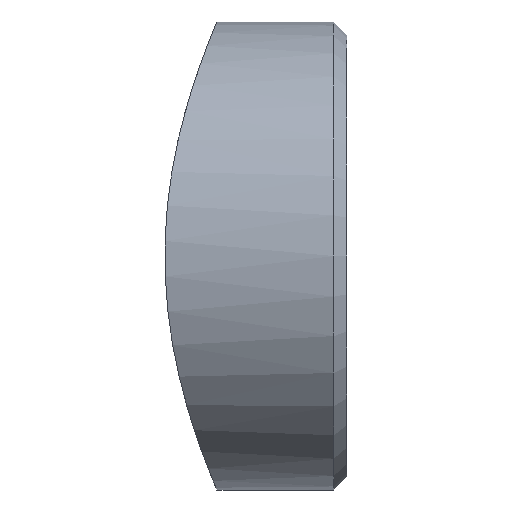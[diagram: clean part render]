
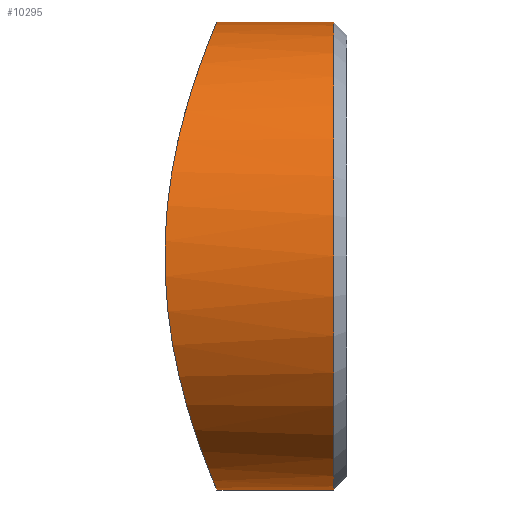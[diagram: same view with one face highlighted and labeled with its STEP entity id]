
A CAD part, left-side view. The second image highlights one B-rep face of the part: STEP entity #10295.
In plain terms, the highlighted cylindrical face has radius 9 mm (diameter 18 mm), a partial arc.
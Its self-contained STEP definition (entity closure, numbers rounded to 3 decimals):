
#106 = CARTESIAN_POINT ( 'NONE',  ( -0.301, 5., -9. ) ) ;
#147 = CARTESIAN_POINT ( 'NONE',  ( -9., 7.005, 0.3 ) ) ;
#611 = DIRECTION ( 'NONE',  ( 0., -1., 0. ) ) ;
#1009 = CARTESIAN_POINT ( 'NONE',  ( -4.779, 5.544, 7.632 ) ) ;
#1101 = ORIENTED_EDGE ( 'NONE', *, *, #10322, .F. ) ;
#1103 = CARTESIAN_POINT ( 'NONE',  ( -8.881, 6.95, 1.49 ) ) ;
#1177 = CARTESIAN_POINT ( 'NONE',  ( -4.536, 5.485, -7.795 ) ) ;
#1224 = CARTESIAN_POINT ( 'NONE',  ( -7.15, 6.239, 5.496 ) ) ;
#1264 = CARTESIAN_POINT ( 'NONE',  ( -9., 7.005, -0.591 ) ) ;
#1375 = AXIS2_PLACEMENT_3D ( 'NONE', #3811, #6856, #13003 ) ;
#1640 = DIRECTION ( 'NONE',  ( 0., -1., 0. ) ) ;
#1684 = VECTOR ( 'NONE', #11888, 1000. ) ;
#1887 = LINE ( 'NONE', #7730, #4292 ) ;
#1910 = CARTESIAN_POINT ( 'NONE',  ( 0., 0.5, 9. ) ) ;
#2008 = CIRCLE ( 'NONE', #1375, 9. ) ;
#2115 = CARTESIAN_POINT ( 'NONE',  ( -5.946, 5.849, 6.763 ) ) ;
#2157 = CARTESIAN_POINT ( 'NONE',  ( -7.636, 6.422, 4.772 ) ) ;
#2200 = CARTESIAN_POINT ( 'NONE',  ( -8.926, 6.97, 1.193 ) ) ;
#2242 = CARTESIAN_POINT ( 'NONE',  ( -8.706, 6.87, -2.358 ) ) ;
#2263 = B_SPLINE_CURVE_WITH_KNOTS ( 'NONE', 3,
 ( #8083, #3021, #10161, #12266, #11085, #4048, #7095, #5074, #12171, #6085, #1009, #9322, #8331, #2115, #8291, #11463, #1224, #2157, #8374, #5353, #12467, #7349, #6253, #1103, #2200, #3223, #147, #1264, #4270, #2242, #4227, #9367, #3264, #2281, #5189, #10379, #9246, #11337, #11377, #1177, #10419, #10293, #5275, #5234, #6214, #7183, #106, #12388 ),
 .UNSPECIFIED., .F., .F.,
 ( 4, 2, 2, 2, 2, 2, 2, 2, 2, 2, 2, 2, 2, 2, 2, 2, 2, 2, 2, 2, 2, 2, 2, 4 ),
 ( 0.028, 0.029, 0.03, 0.032, 0.033, 0.034, 0.035, 0.036, 0.037, 0.038, 0.039, 0.041, 0.042, 0.043, 0.044, 0.046, 0.048, 0.05, 0.051, 0.052, 0.053, 0.055, 0.056, 0.057 ),
 .UNSPECIFIED. ) ;
#2281 = CARTESIAN_POINT ( 'NONE',  ( -7.149, 6.239, -5.498 ) ) ;
#2322 = LINE ( 'NONE', #2588, #1684 ) ;
#2588 = CARTESIAN_POINT ( 'NONE',  ( 0., 12., -9. ) ) ;
#3021 = CARTESIAN_POINT ( 'NONE',  ( -0.296, 5., 9. ) ) ;
#3223 = CARTESIAN_POINT ( 'NONE',  ( -8.985, 6.998, 0.597 ) ) ;
#3264 = CARTESIAN_POINT ( 'NONE',  ( -7.799, 6.483, -4.53 ) ) ;
#3282 = EDGE_LOOP ( 'NONE', ( #1101, #5343, #3991, #5484 ) ) ;
#3811 = CARTESIAN_POINT ( 'NONE',  ( 0., 0.5, 0. ) ) ;
#3991 = ORIENTED_EDGE ( 'NONE', *, *, #4637, .T. ) ;
#4048 = CARTESIAN_POINT ( 'NONE',  ( -2.361, 5.124, 8.705 ) ) ;
#4227 = CARTESIAN_POINT ( 'NONE',  ( -8.533, 6.791, -2.922 ) ) ;
#4270 = CARTESIAN_POINT ( 'NONE',  ( -8.942, 6.978, -1.181 ) ) ;
#4286 = CARTESIAN_POINT ( 'NONE',  ( 0., 5., -9. ) ) ;
#4292 = VECTOR ( 'NONE', #1640, 1000. ) ;
#4637 = EDGE_CURVE ( 'NONE', #12973, #6302, #2322, .T. ) ;
#5074 = CARTESIAN_POINT ( 'NONE',  ( -3.742, 5.331, 8.19 ) ) ;
#5189 = CARTESIAN_POINT ( 'NONE',  ( -6.781, 6.109, -5.947 ) ) ;
#5234 = CARTESIAN_POINT ( 'NONE',  ( -1.491, 5.051, -8.88 ) ) ;
#5275 = CARTESIAN_POINT ( 'NONE',  ( -2.36, 5.124, -8.705 ) ) ;
#5343 = ORIENTED_EDGE ( 'NONE', *, *, #12128, .T. ) ;
#5353 = CARTESIAN_POINT ( 'NONE',  ( -8.066, 6.594, 4.003 ) ) ;
#5484 = ORIENTED_EDGE ( 'NONE', *, *, #12429, .T. ) ;
#5833 = CARTESIAN_POINT ( 'NONE',  ( 0., 5., 9. ) ) ;
#6085 = CARTESIAN_POINT ( 'NONE',  ( -4.529, 5.488, 7.783 ) ) ;
#6214 = CARTESIAN_POINT ( 'NONE',  ( -1.198, 5.032, -8.925 ) ) ;
#6253 = CARTESIAN_POINT ( 'NONE',  ( -8.705, 6.869, 2.362 ) ) ;
#6302 = VERTEX_POINT ( 'NONE', #11376 ) ;
#6616 = CARTESIAN_POINT ( 'NONE',  ( 0., 12., 0. ) ) ;
#6856 = DIRECTION ( 'NONE',  ( 0., 1., 0. ) ) ;
#7095 = CARTESIAN_POINT ( 'NONE',  ( -2.925, 5.195, 8.532 ) ) ;
#7183 = CARTESIAN_POINT ( 'NONE',  ( -0.603, 5.006, -8.985 ) ) ;
#7211 = VERTEX_POINT ( 'NONE', #1910 ) ;
#7349 = CARTESIAN_POINT ( 'NONE',  ( -8.532, 6.791, 2.923 ) ) ;
#7450 = FACE_OUTER_BOUND ( 'NONE', #3282, .T. ) ;
#7730 = CARTESIAN_POINT ( 'NONE',  ( 0., 12., 9. ) ) ;
#8036 = VERTEX_POINT ( 'NONE', #5833 ) ;
#8083 = CARTESIAN_POINT ( 'NONE',  ( 0., 5., 9. ) ) ;
#8291 = CARTESIAN_POINT ( 'NONE',  ( -6.163, 5.915, 6.565 ) ) ;
#8331 = CARTESIAN_POINT ( 'NONE',  ( -5.495, 5.723, 7.133 ) ) ;
#8374 = CARTESIAN_POINT ( 'NONE',  ( -7.787, 6.481, 4.522 ) ) ;
#8714 = DIRECTION ( 'NONE',  ( 0., 0., -1. ) ) ;
#9246 = CARTESIAN_POINT ( 'NONE',  ( -5.943, 5.849, -6.765 ) ) ;
#9322 = CARTESIAN_POINT ( 'NONE',  ( -5.262, 5.662, 7.307 ) ) ;
#9367 = CARTESIAN_POINT ( 'NONE',  ( -8.081, 6.599, -4.006 ) ) ;
#10161 = CARTESIAN_POINT ( 'NONE',  ( -0.593, 5.006, 8.985 ) ) ;
#10293 = CARTESIAN_POINT ( 'NONE',  ( -2.923, 5.195, -8.533 ) ) ;
#10295 = ADVANCED_FACE ( 'NONE', ( #7450 ), #12851, .T. ) ;
#10322 = EDGE_CURVE ( 'NONE', #8036, #7211, #1887, .T. ) ;
#10379 = CARTESIAN_POINT ( 'NONE',  ( -6.161, 5.914, -6.567 ) ) ;
#10419 = CARTESIAN_POINT ( 'NONE',  ( -4.019, 5.377, -8.075 ) ) ;
#11085 = CARTESIAN_POINT ( 'NONE',  ( -1.486, 5.05, 8.881 ) ) ;
#11337 = CARTESIAN_POINT ( 'NONE',  ( -5.493, 5.723, -7.135 ) ) ;
#11376 = CARTESIAN_POINT ( 'NONE',  ( 0., 0.5, -9. ) ) ;
#11377 = CARTESIAN_POINT ( 'NONE',  ( -5.26, 5.661, -7.309 ) ) ;
#11463 = CARTESIAN_POINT ( 'NONE',  ( -6.783, 6.11, 5.944 ) ) ;
#11888 = DIRECTION ( 'NONE',  ( 0., -1., 0. ) ) ;
#12128 = EDGE_CURVE ( 'NONE', #8036, #12973, #2263, .T. ) ;
#12171 = CARTESIAN_POINT ( 'NONE',  ( -4.011, 5.381, 8.062 ) ) ;
#12266 = CARTESIAN_POINT ( 'NONE',  ( -1.188, 5.031, 8.926 ) ) ;
#12388 = CARTESIAN_POINT ( 'NONE',  ( 0., 5., -9. ) ) ;
#12429 = EDGE_CURVE ( 'NONE', #6302, #7211, #2008, .T. ) ;
#12467 = CARTESIAN_POINT ( 'NONE',  ( -8.193, 6.647, 3.736 ) ) ;
#12513 = AXIS2_PLACEMENT_3D ( 'NONE', #6616, #611, #8714 ) ;
#12851 = CYLINDRICAL_SURFACE ( 'NONE', #12513, 9. ) ;
#12973 = VERTEX_POINT ( 'NONE', #4286 ) ;
#13003 = DIRECTION ( 'NONE',  ( 0., 0., 1. ) ) ;
